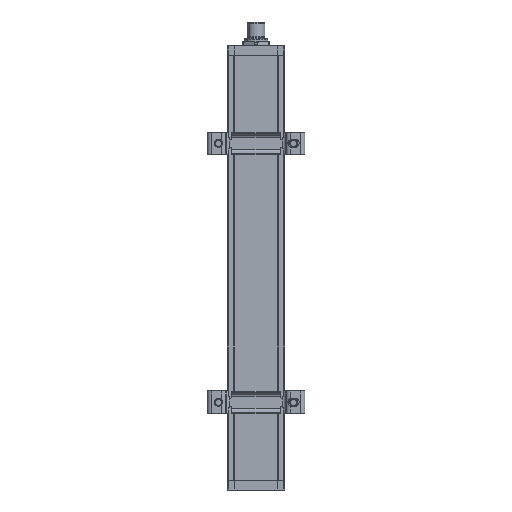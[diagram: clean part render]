
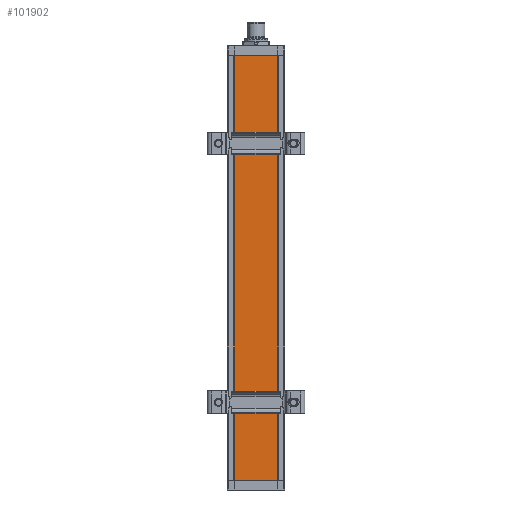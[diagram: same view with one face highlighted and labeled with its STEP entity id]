
A CAD part, front view. The second image highlights one B-rep face of the part: STEP entity #101902.
In plain terms, the highlighted planar face has unit normal (0, -1, 0).
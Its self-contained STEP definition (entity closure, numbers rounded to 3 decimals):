
#1819 = LINE ( 'NONE', #1820, #76114 ) ;
#1820 = CARTESIAN_POINT ( 'NONE',  ( -14.4, -16.05, 0. ) ) ;
#1821 = DIRECTION ( 'NONE',  ( -1., 0., 0. ) ) ;
#3634 = LINE ( 'NONE', #3649, #4031 ) ;
#3645 = LINE ( 'NONE', #3647, #4032 ) ;
#3647 = CARTESIAN_POINT ( 'NONE',  ( -14.4, -16.05, -283. ) ) ;
#3648 = DIRECTION ( 'NONE',  ( 0., 0., 1. ) ) ;
#3649 = CARTESIAN_POINT ( 'NONE',  ( 14.4, -16.05, -283. ) ) ;
#3650 = DIRECTION ( 'NONE',  ( 0., 0., 1. ) ) ;
#4031 = VECTOR ( 'NONE', #3650, 1000. ) ;
#4032 = VECTOR ( 'NONE', #3648, 1000. ) ;
#7574 = CARTESIAN_POINT ( 'NONE',  ( 14.4, -16.05, -283. ) ) ;
#7938 = CARTESIAN_POINT ( 'NONE',  ( 14.4, -16.05, 0. ) ) ;
#8120 = CARTESIAN_POINT ( 'NONE',  ( -14.4, -16.05, -283. ) ) ;
#8462 = ORIENTED_EDGE ( 'NONE', *, *, #64273, .T. ) ;
#8463 = ORIENTED_EDGE ( 'NONE', *, *, #64810, .F. ) ;
#8465 = ORIENTED_EDGE ( 'NONE', *, *, #34147, .F. ) ;
#8466 = ORIENTED_EDGE ( 'NONE', *, *, #64811, .T. ) ;
#30102 = CARTESIAN_POINT ( 'NONE',  ( -14.4, -16.05, -283. ) ) ;
#30106 = LINE ( 'NONE', #30102, #88408 ) ;
#30113 = DIRECTION ( 'NONE',  ( -1., 0., 0. ) ) ;
#34147 = EDGE_CURVE ( 'NONE', #71652, #72287, #30106, .T. ) ;
#54395 = EDGE_LOOP ( 'NONE', ( #8462, #8463, #8465, #8466 ) ) ;
#63157 = AXIS2_PLACEMENT_3D ( 'NONE', #65520, #65531, #65533 ) ;
#64273 = EDGE_CURVE ( 'NONE', #72147, #111251, #1819, .T. ) ;
#64810 = EDGE_CURVE ( 'NONE', #72287, #111251, #3645, .T. ) ;
#64811 = EDGE_CURVE ( 'NONE', #71652, #72147, #3634, .T. ) ;
#65516 = PLANE ( 'NONE',  #63157 ) ;
#65520 = CARTESIAN_POINT ( 'NONE',  ( -14.4, -16.05, -283. ) ) ;
#65527 = FACE_OUTER_BOUND ( 'NONE', #54395, .T. ) ;
#65531 = DIRECTION ( 'NONE',  ( 0., 1., 0. ) ) ;
#65533 = DIRECTION ( 'NONE',  ( 0., 0., 1. ) ) ;
#69428 = CARTESIAN_POINT ( 'NONE',  ( -14.4, -16.05, 0. ) ) ;
#71652 = VERTEX_POINT ( 'NONE', #7574 ) ;
#72147 = VERTEX_POINT ( 'NONE', #7938 ) ;
#72287 = VERTEX_POINT ( 'NONE', #8120 ) ;
#76114 = VECTOR ( 'NONE', #1821, 1000. ) ;
#88408 = VECTOR ( 'NONE', #30113, 1000. ) ;
#101902 = ADVANCED_FACE ( 'NONE', ( #65527 ), #65516, .F. ) ;
#111251 = VERTEX_POINT ( 'NONE', #69428 ) ;
